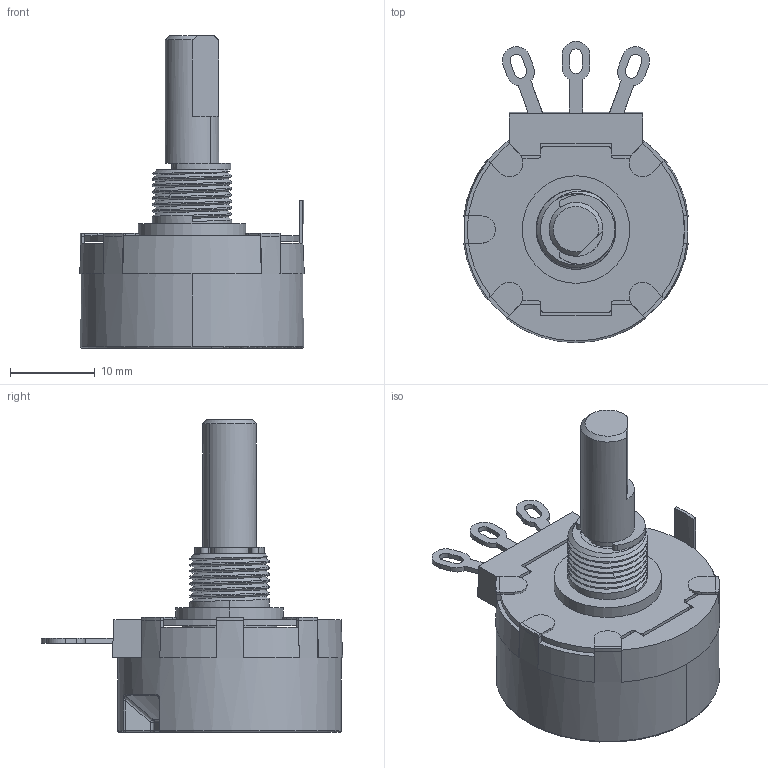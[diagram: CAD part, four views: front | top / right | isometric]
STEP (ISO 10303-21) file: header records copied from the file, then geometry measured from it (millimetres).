
FILE_DESCRIPTION((''),'2;1');
FILE_NAME('P270-SF21BR10K','2018-08-23T',('ro0015'),(''),'PRO/ENGINEER BY PARAMETRIC TECHNOLOGY CORPORATION, 2012480','PRO/ENGINEER BY PARAMETRIC TECHNOLOGY CORPORATION, 2012480','');
FILE_SCHEMA(('CONFIG_CONTROL_DESIGN'));
Length unit declared in the file: millimetre
Products named in the file (1): P270-SF21BR10K
Bounding box: 26.51 x 35.58 x 36.9 mm (x, y, z)
Volume: 4530.5 mm3; surface area: 7451.2 mm2
Topology: 1 solids, 7 shells, 509 faces, 1437 edges, 929 vertices
Faces by surface type: plane 257, cylinder 203, cone 14, sphere 14, torus 11, bspline 10
Entity records: 24330 total; most frequent: CARTESIAN_POINT 6836, ORIENTED_EDGE 2858, DIRECTION 2805, EDGE_CURVE 1429, AXIS2_PLACEMENT_3D 1009, VERTEX_POINT 929, VECTOR 787, LINE 787
